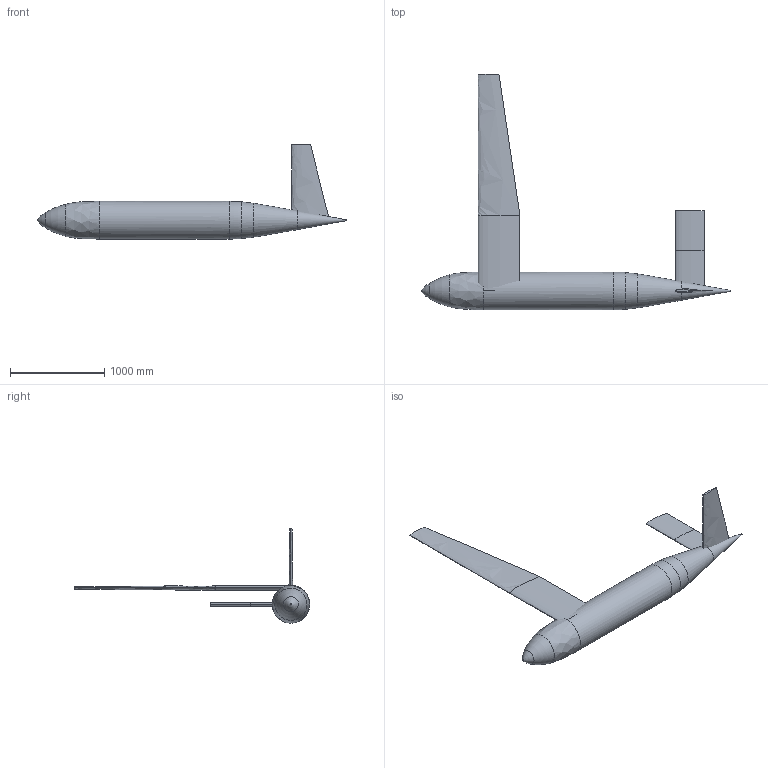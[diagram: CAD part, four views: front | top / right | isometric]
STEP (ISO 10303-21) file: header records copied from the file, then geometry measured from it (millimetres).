
FILE_DESCRIPTION(('Open CASCADE Model'),'2;1');
FILE_NAME('Open CASCADE Shape Model','2022-07-11T16:41:26',('Author'),( 'Open CASCADE'),'Open CASCADE STEP processor 7.4','Open CASCADE 7.4' ,'Unknown');
FILE_SCHEMA(('AUTOMOTIVE_DESIGN { 1 0 10303 214 1 1 1 1 }'));
Length unit declared in the file: metre
Products named in the file (13): wing1segment1; wing1segment2; tailWing1segment1; tailWing1segment2; tailWing2segment1; noseSegmentSegment1ID; noseSegmentSegment2ID; noseSegmentSegment3ID; hullSegmentSegment1ID; hullSegmentSegment2ID; hullSegmentSegment3ID; tailSegmentSegment1ID; tailSegmentSegment2ID
Bounding box: 3280 x 2500.46 x 1000.46 mm (x, y, z)
Surface area: 7386207 mm2 (no closed solid volume)
Topology: 0 solids, 13 shells, 49 faces, 69 edges, 46 vertices
Faces by surface type: plane 26, bspline 23
Entity records: 13328 total; most frequent: CARTESIAN_POINT 11874, DIRECTION 161, ORIENTED_EDGE 138, PCURVE 138, DEFINITIONAL_REPRESENTATION 138, LINE 107, VECTOR 107, B_SPLINE_CURVE_WITH_KNOTS 100
